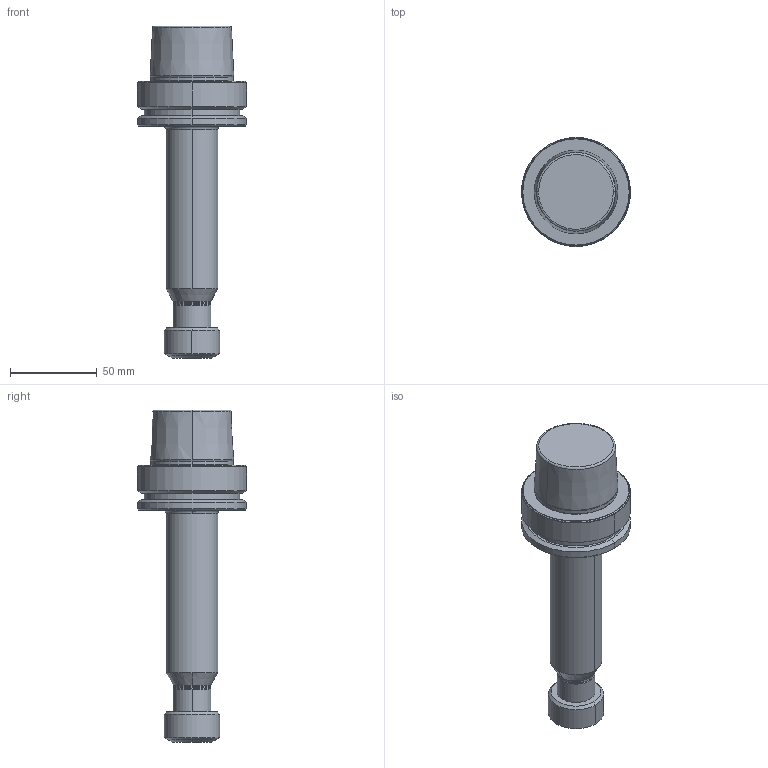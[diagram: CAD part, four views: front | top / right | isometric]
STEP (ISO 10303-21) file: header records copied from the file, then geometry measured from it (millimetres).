
FILE_DESCRIPTION (( 'STEP AP203' ), '1' );
FILE_NAME ('HSK-A 63 ER 16 160 6.3G 20000 SL.STEP', '2019-05-10T05:58:09', ( '' ), ( '' ), 'SwSTEP 2.0', 'SolidWorks 2014', '' );
FILE_SCHEMA (( 'CONFIG_CONTROL_DESIGN' ));
Length unit declared in the file: millimetre
Products named in the file (1): HSK-A  63 ER 16 160 6.3G 20000 SL
Bounding box: 63.03 x 63.03 x 191.9 mm (x, y, z)
Volume: 222335.7 mm3; surface area: 29127.3 mm2
Topology: 1 solids, 1 shells, 63 faces, 142 edges, 86 vertices
Faces by surface type: cone 28, cylinder 14, bspline 14, plane 7
Entity records: 2655 total; most frequent: CARTESIAN_POINT 1240, DIRECTION 286, ORIENTED_EDGE 284, EDGE_CURVE 142, AXIS2_PLACEMENT_3D 122, VERTEX_POINT 86, CIRCLE 72, EDGE_LOOP 68
